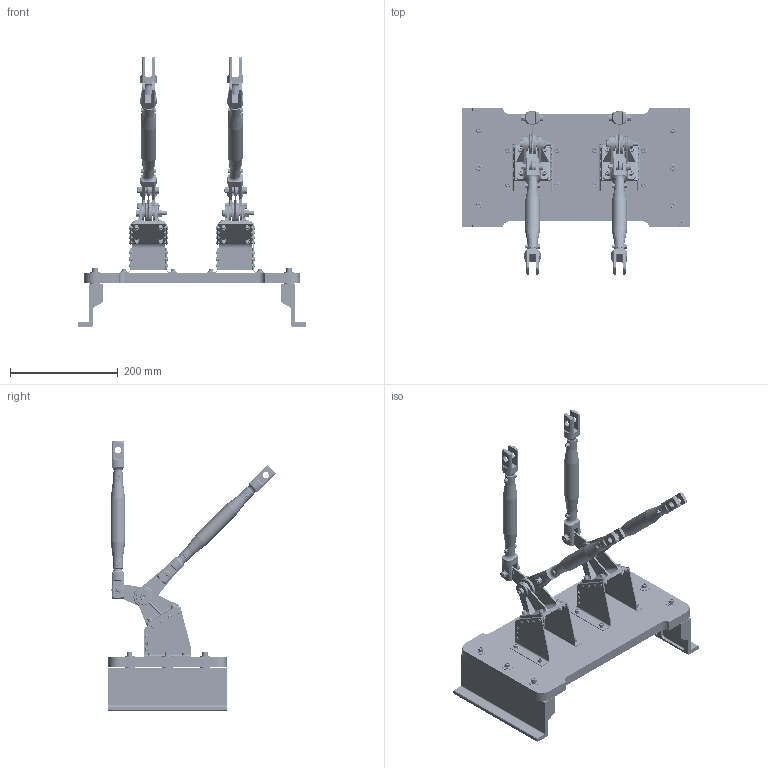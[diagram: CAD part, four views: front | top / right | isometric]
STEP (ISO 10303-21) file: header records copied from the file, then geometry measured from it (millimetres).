
FILE_DESCRIPTION(('CATIA V5 STEP Exchange'),'2;1');
FILE_NAME('00-SISTEMA DE MANDO.stp','2024-12-06T17:48:46+00:00',('none'),('none'),'CATIA Version 5 Release 21 GA (IN-10)','CATIA V5 STEP AP203','none');
FILE_SCHEMA(('CONFIG_CONTROL_DESIGN'));
Length unit declared in the file: millimetre
Products named in the file (15): SISTEMA DE MANDO; Conjunto Soporte; PANEL SANDWICH; Gathered 4130 106 0015 on UserPattern.1; Gathered 4130 106 0015 on UserPattern.11; Conjunto Balancin R; Conjunto Tubo de Control; Conjunto Horquila; Conjunto Chapa y Balancin; Conjunto Chapa; Product1; Conjunto Shur-Lok pasante; Conjunto Rotula; skf_radial_spherical_plain_bearing_ge_8_c; Conjunto Shur-Lok no pasante
Assembly tree (95 placements, depth 6):
  SISTEMA DE MANDO
    Conjunto Soporte
      #66  x2
      PANEL SANDWICH
        #2394
      #6414  x2
      Gathered 4130 106 0015 on UserPattern.1
        #6414  x2
      Gathered 4130 106 0015 on UserPattern.11
        #6414  x2
    Conjunto Balancin R  x2
      Conjunto Tubo de Control
        Conjunto Horquila  x2
          #6929
          #8541
          #8710
          #8927
          #9490
        #10328
      Conjunto Chapa y Balancin
        #11849
        #13141  x2
        #13358
        #13906
        #14434
        #14810
        Conjunto Chapa
          #15643
          #19337
          #22848
          #24025
          #25202  x7
          #25885  x7
          Product1  x4
            #26576
            #27124
            #27341
    Conjunto Shur-Lok pasante  x6
      #28316
      #28675
      #29034
      #29912
    Conjunto Rotula  x4
      #13906
      #14434
      #30180
      #30397
      #30614
      #31162
      skf_radial_spherical_plain_bearing_ge_8_c
        #32677
        #32932
    Conjunto Shur-Lok no pasante  x8
      #33341
      #34223
      #34440
Bounding box: 424 x 311.32 x 499.84 mm (x, y, z)
Volume: 2631441.3 mm3; surface area: 1061815.4 mm2
Topology: 225 solids, 225 shells, 4972 faces, 11522 edges, 7196 vertices
Faces by surface type: cylinder 1922, plane 1466, cone 928, torus 596, sphere 24, bspline 20, extrusion 16
Entity records: 35235 total; most frequent: CARTESIAN_POINT 9163, ORIENTED_EDGE 5474, DIRECTION 4302, EDGE_CURVE 2737, AXIS2_PLACEMENT_3D 2205, VERTEX_POINT 1717, EDGE_LOOP 1376, CIRCLE 1237
